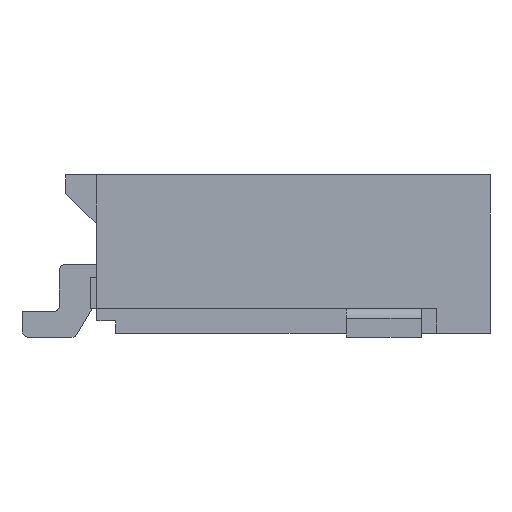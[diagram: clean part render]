
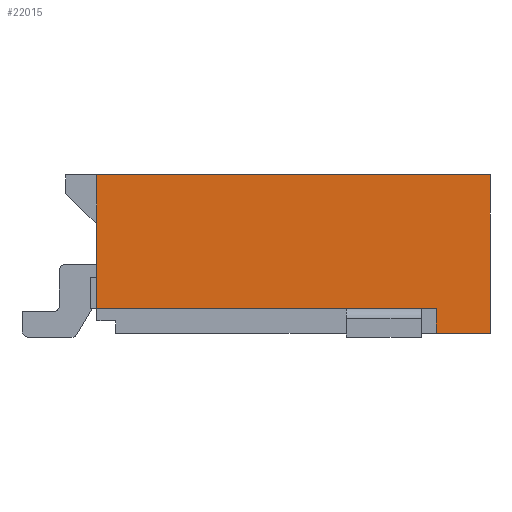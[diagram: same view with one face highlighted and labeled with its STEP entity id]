
A CAD part, left-side view. The second image highlights one B-rep face of the part: STEP entity #22015.
In plain terms, the highlighted planar face has unit normal (-1, 0, 0).
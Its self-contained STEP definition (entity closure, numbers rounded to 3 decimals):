
#393=FACE_OUTER_BOUND('',#1508,.T.);
#1508=EDGE_LOOP('',(#14584,#14585,#14586,#14587,#14588,#14589));
#3569=LINE('',#31533,#6326);
#3578=LINE('',#31551,#6335);
#3590=LINE('',#31575,#6347);
#3591=LINE('',#31576,#6348);
#3592=LINE('',#31578,#6349);
#3593=LINE('',#31579,#6350);
#6326=VECTOR('',#25256,0.2);
#6335=VECTOR('',#25275,1.27);
#6347=VECTOR('',#25289,2.72);
#6348=VECTOR('',#25290,0.43);
#6349=VECTOR('',#25291,3.15);
#6350=VECTOR('',#25292,1.07);
#9062=VERTEX_POINT('',#31530);
#9063=VERTEX_POINT('',#31532);
#9066=VERTEX_POINT('',#31549);
#9067=VERTEX_POINT('',#31550);
#9078=VERTEX_POINT('',#31574);
#9079=VERTEX_POINT('',#31577);
#11220=EDGE_CURVE('',#9063,#9062,#3569,.T.);
#11230=EDGE_CURVE('',#9066,#9067,#3578,.T.);
#11242=EDGE_CURVE('',#9063,#9078,#3590,.T.);
#11243=EDGE_CURVE('',#9062,#9066,#3591,.T.);
#11244=EDGE_CURVE('',#9067,#9079,#3592,.T.);
#11245=EDGE_CURVE('',#9079,#9078,#3593,.T.);
#14584=ORIENTED_EDGE('',*,*,#11242,.F.);
#14585=ORIENTED_EDGE('',*,*,#11220,.T.);
#14586=ORIENTED_EDGE('',*,*,#11243,.T.);
#14587=ORIENTED_EDGE('',*,*,#11230,.T.);
#14588=ORIENTED_EDGE('',*,*,#11244,.T.);
#14589=ORIENTED_EDGE('',*,*,#11245,.T.);
#20449=PLANE('',#23139);
#22015=ADVANCED_FACE('',(#393),#20449,.F.);
#23139=AXIS2_PLACEMENT_3D('',#31573,#25287,#25288);
#25256=DIRECTION('',(0.,0.,-1.));
#25275=DIRECTION('',(0.,0.,1.));
#25287=DIRECTION('center_axis',(1.,0.,0.));
#25288=DIRECTION('ref_axis',(0.,1.,0.));
#25289=DIRECTION('',(0.,1.,0.));
#25290=DIRECTION('',(0.,-1.,0.));
#25291=DIRECTION('',(0.,1.,0.));
#25292=DIRECTION('',(0.,0.,-1.));
#31530=CARTESIAN_POINT('',(-8.75,0.43,0.));
#31532=CARTESIAN_POINT('',(-8.75,0.43,0.2));
#31533=CARTESIAN_POINT('',(-8.75,0.43,0.2));
#31549=CARTESIAN_POINT('',(-8.75,0.,0.));
#31550=CARTESIAN_POINT('',(-8.75,0.,1.27));
#31551=CARTESIAN_POINT('',(-8.75,0.,0.));
#31573=CARTESIAN_POINT('Origin',(-8.75,1.575,0.635));
#31574=CARTESIAN_POINT('',(-8.75,3.15,0.2));
#31575=CARTESIAN_POINT('',(-8.75,0.43,0.2));
#31576=CARTESIAN_POINT('',(-8.75,0.43,0.));
#31577=CARTESIAN_POINT('',(-8.75,3.15,1.27));
#31578=CARTESIAN_POINT('',(-8.75,0.,1.27));
#31579=CARTESIAN_POINT('',(-8.75,3.15,1.27));
